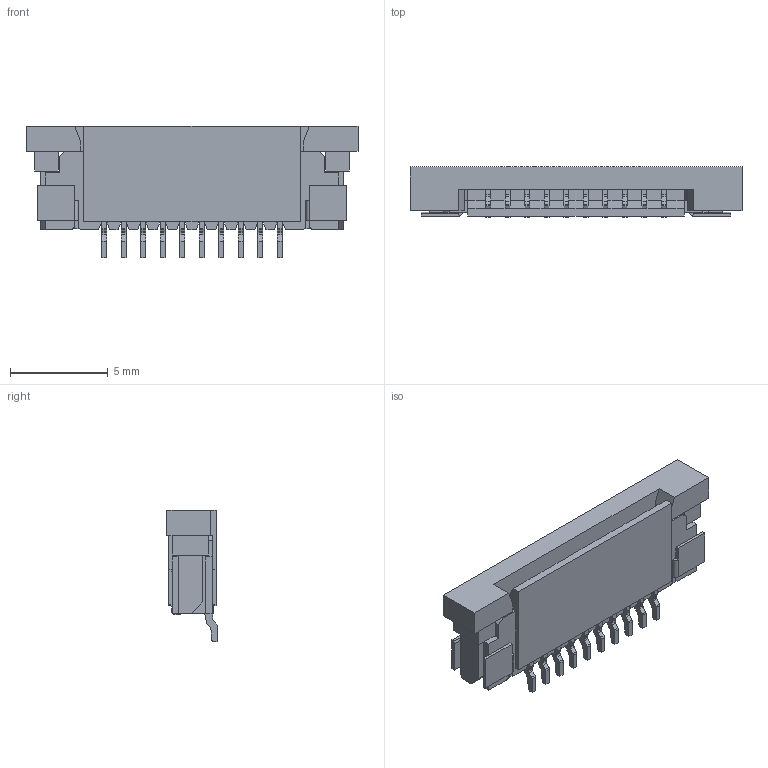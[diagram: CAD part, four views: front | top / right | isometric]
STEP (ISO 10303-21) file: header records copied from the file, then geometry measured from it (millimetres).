
FILE_DESCRIPTION( ( 'STEP AP203' ), '1' );
FILE_NAME( 'FFC3B07-10-T.stp', '2020-12-10T19:39:00', ( 'License CC BY-ND 4.0' ), ( 'CADENAS' ), ' ', 'PARTsolutions', ' ' );
FILE_SCHEMA( ( 'CONFIG_CONTROL_DESIGN' ) );
Length unit declared in the file: millimetre
Products named in the file (5): FFC3B07-10-T; _FFC3B07-10_H1; _FFC3B07-10_H2; _FFC3B07_SC; _FFC3B07-T_P
Assembly tree (14 placements, depth 2):
  FFC3B07-10-T
    _FFC3B07-10_H1
    _FFC3B07-10_H2
    _FFC3B07_SC  x2
    _FFC3B07-T_P  x10
Bounding box: 17 x 2.57 x 6.75 mm (x, y, z)
Volume: 161.5 mm3; surface area: 759.8 mm2
Topology: 14 solids, 14 shells, 975 faces, 2795 edges, 1830 vertices
Faces by surface type: plane 709, cylinder 266
Entity records: 12005 total; most frequent: CARTESIAN_POINT 2107, ORIENTED_EDGE 2102, DIRECTION 1893, EDGE_CURVE 1051, LINE 981, VECTOR 981, VERTEX_POINT 670, AXIS2_PLACEMENT_3D 456
